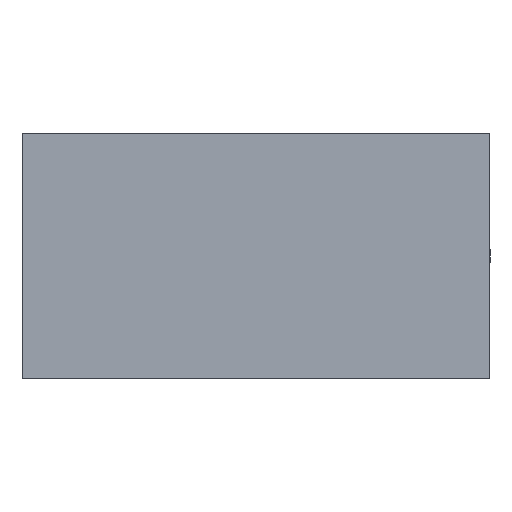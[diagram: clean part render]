
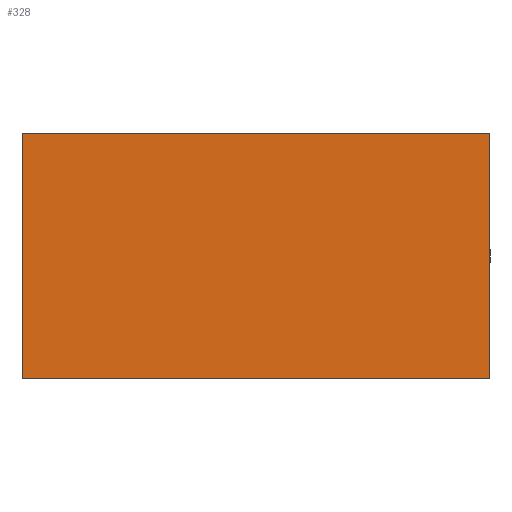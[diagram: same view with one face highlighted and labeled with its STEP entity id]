
A CAD part, front view. The second image highlights one B-rep face of the part: STEP entity #328.
In plain terms, the highlighted planar face has unit normal (0, -1, 0).
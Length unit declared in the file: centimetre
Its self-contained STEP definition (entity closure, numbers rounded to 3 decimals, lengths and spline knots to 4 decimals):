
#7 = DIRECTION ( 'NONE',  ( 1., 0., 0. ) ) ;
#8 = DIRECTION ( 'NONE',  ( 0., 0., 1. ) ) ;
#12 = EDGE_CURVE ( 'NONE', #48, #59, #277, .T. ) ;
#14 = AXIS2_PLACEMENT_3D ( 'NONE', #141, #71, #259 ) ;
#35 = CARTESIAN_POINT ( 'NONE',  ( -38.6262, 0., -20. ) ) ;
#48 = VERTEX_POINT ( 'NONE', #204 ) ;
#59 = VERTEX_POINT ( 'NONE', #95 ) ;
#71 = DIRECTION ( 'NONE',  ( 0., 1., 0. ) ) ;
#89 = CARTESIAN_POINT ( 'NONE',  ( -37.6262, 0., 20. ) ) ;
#94 = VERTEX_POINT ( 'NONE', #306 ) ;
#95 = CARTESIAN_POINT ( 'NONE',  ( 38.6262, 0., -20. ) ) ;
#109 = FACE_OUTER_BOUND ( 'NONE', #360, .T. ) ;
#124 = CARTESIAN_POINT ( 'NONE',  ( -38.6262, 0., 20. ) ) ;
#127 = VECTOR ( 'NONE', #215, 100. ) ;
#128 = EDGE_CURVE ( 'NONE', #234, #94, #362, .T. ) ;
#141 = CARTESIAN_POINT ( 'NONE',  ( -38.6262, 0., 20. ) ) ;
#161 = EDGE_CURVE ( 'NONE', #48, #234, #294, .T. ) ;
#167 = ORIENTED_EDGE ( 'NONE', *, *, #309, .F. ) ;
#169 = PLANE ( 'NONE',  #14 ) ;
#189 = VECTOR ( 'NONE', #255, 100. ) ;
#190 = LINE ( 'NONE', #337, #189 ) ;
#196 = ORIENTED_EDGE ( 'NONE', *, *, #161, .F. ) ;
#204 = CARTESIAN_POINT ( 'NONE',  ( -37.6262, 0., -20. ) ) ;
#215 = DIRECTION ( 'NONE',  ( 1., 0., 0. ) ) ;
#234 = VERTEX_POINT ( 'NONE', #89 ) ;
#248 = VECTOR ( 'NONE', #7, 100. ) ;
#255 = DIRECTION ( 'NONE',  ( 0., 0., -1. ) ) ;
#259 = DIRECTION ( 'NONE',  ( 0., 0., 1. ) ) ;
#277 = LINE ( 'NONE', #35, #248 ) ;
#288 = ORIENTED_EDGE ( 'NONE', *, *, #128, .F. ) ;
#294 = LINE ( 'NONE', #320, #305 ) ;
#305 = VECTOR ( 'NONE', #8, 100. ) ;
#306 = CARTESIAN_POINT ( 'NONE',  ( 38.6262, 0., 20. ) ) ;
#309 = EDGE_CURVE ( 'NONE', #94, #59, #190, .T. ) ;
#320 = CARTESIAN_POINT ( 'NONE',  ( -37.6262, 0., -20. ) ) ;
#328 = ADVANCED_FACE ( 'NONE', ( #109 ), #169, .F. ) ;
#337 = CARTESIAN_POINT ( 'NONE',  ( 38.6262, 0., 20. ) ) ;
#360 = EDGE_LOOP ( 'NONE', ( #288, #196, #387, #167 ) ) ;
#362 = LINE ( 'NONE', #124, #127 ) ;
#387 = ORIENTED_EDGE ( 'NONE', *, *, #12, .T. ) ;
